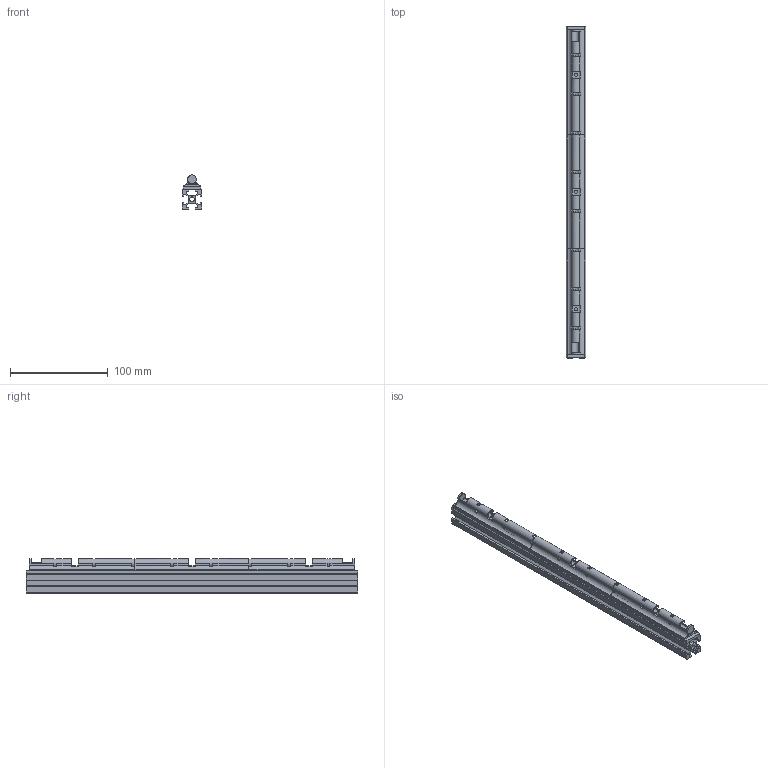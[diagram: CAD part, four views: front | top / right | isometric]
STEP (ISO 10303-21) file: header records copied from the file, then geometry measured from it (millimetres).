
FILE_DESCRIPTION(/* description */ (''),/* implementation_level */ '2;1');
FILE_NAME(/* name */ 'Cable Channel.step',/* time_stamp */ '2023-07-19T11:24:40+02:00',/* author */ (''),/* organization */ (''),/* preprocessor_version */ 'ST-DEVELOPER v19.2',/* originating_system */ 'Autodesk Translation Framework v12.6.0.85',/* authorisation */ '');
FILE_SCHEMA (('AUTOMOTIVE_DESIGN { 1 0 10303 214 3 1 1 }'));
Length unit declared in the file: millimetre
Products named in the file (3): Titanium backers - cable guide; Backer; 2020
Assembly tree (2 placements, depth 2):
  Titanium backers - cable guide
    Backer
    2020
Bounding box: 20 x 340.25 x 35 mm (x, y, z)
Volume: 94968.8 mm3; surface area: 99575.5 mm2
Topology: 5 solids, 5 shells, 390 faces, 1184 edges, 774 vertices
Faces by surface type: cylinder 195, plane 195
Full cylindrical faces by diameter (mm): 3.3 x9, 5 x1
Entity records: 13722 total; most frequent: DIRECTION 2516, ORIENTED_EDGE 2368, CARTESIAN_POINT 2354, EDGE_CURVE 1184, AXIS2_PLACEMENT_3D 936, VERTEX_POINT 774, LINE 644, VECTOR 644
